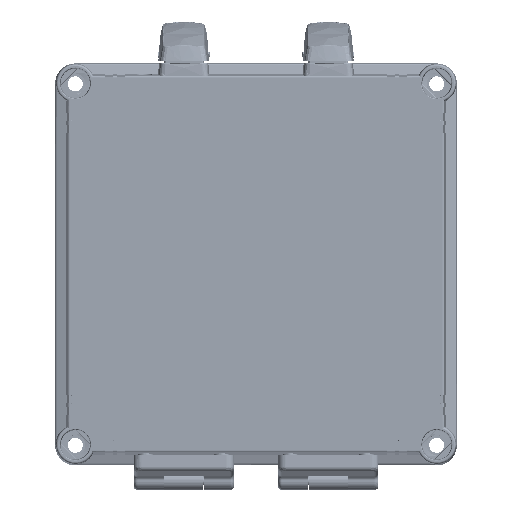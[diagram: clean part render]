
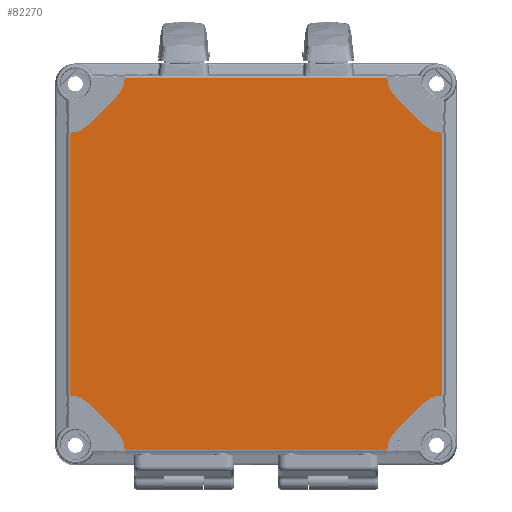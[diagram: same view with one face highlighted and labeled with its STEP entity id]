
A CAD part, top view. The second image highlights one B-rep face of the part: STEP entity #82270.
In plain terms, the highlighted planar face has unit normal (0, 0, 1).
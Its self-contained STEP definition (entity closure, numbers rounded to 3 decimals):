
#67942=CARTESIAN_POINT('',(-79.346,-93.3,30.));
#67943=DIRECTION('',(0.,0.,1.));
#67944=DIRECTION('',(0.999,0.032,0.));
#67945=AXIS2_PLACEMENT_3D('',#67942,#67943,#67944);
#67950=DIRECTION('',(-0.707,0.707,0.));
#67951=VECTOR('',#67950,19.734);
#67952=CARTESIAN_POINT('',(-69.447,-83.401,30.));
#67953=LINE('',#67952,#67951);
#67957=CARTESIAN_POINT('',(-93.3,-79.346,30.));
#67958=DIRECTION('',(0.,0.,1.));
#67959=DIRECTION('',(0.707,0.707,0.));
#67960=AXIS2_PLACEMENT_3D('',#67957,#67958,#67959);
#67965=CARTESIAN_POINT('',(-93.3,79.346,30.));
#67966=DIRECTION('',(0.,0.,1.));
#67967=DIRECTION('',(0.032,-0.999,0.));
#67968=AXIS2_PLACEMENT_3D('',#67965,#67966,#67967);
#67973=DIRECTION('',(0.707,0.707,0.));
#67974=VECTOR('',#67973,19.734);
#67975=CARTESIAN_POINT('',(-83.401,69.447,30.));
#67976=LINE('',#67975,#67974);
#67980=CARTESIAN_POINT('',(-79.346,93.3,30.));
#67981=DIRECTION('',(0.,0.,1.));
#67982=DIRECTION('',(0.707,-0.707,0.));
#67983=AXIS2_PLACEMENT_3D('',#67980,#67981,#67982);
#67988=DIRECTION('',(1.,0.,0.));
#67989=VECTOR('',#67988,130.707);
#67990=CARTESIAN_POINT('',(-65.353,92.851,30.));
#67991=LINE('',#67990,#67989);
#67995=CARTESIAN_POINT('',(79.346,93.3,30.));
#67996=DIRECTION('',(0.,0.,1.));
#67997=DIRECTION('',(-0.999,-0.032,0.));
#67998=AXIS2_PLACEMENT_3D('',#67995,#67996,#67997);
#68003=DIRECTION('',(0.707,-0.707,0.));
#68004=VECTOR('',#68003,19.734);
#68005=CARTESIAN_POINT('',(69.447,83.401,30.));
#68006=LINE('',#68005,#68004);
#68010=CARTESIAN_POINT('',(93.3,79.346,30.));
#68011=DIRECTION('',(0.,0.,1.));
#68012=DIRECTION('',(-0.707,-0.707,0.));
#68013=AXIS2_PLACEMENT_3D('',#68010,#68011,#68012);
#68018=CARTESIAN_POINT('',(93.3,-79.346,30.));
#68019=DIRECTION('',(0.,0.,1.));
#68020=DIRECTION('',(-0.032,0.999,0.));
#68021=AXIS2_PLACEMENT_3D('',#68018,#68019,#68020);
#68026=DIRECTION('',(-0.707,-0.707,0.));
#68027=VECTOR('',#68026,19.734);
#68028=CARTESIAN_POINT('',(83.401,-69.447,30.));
#68029=LINE('',#68028,#68027);
#68033=CARTESIAN_POINT('',(79.346,-93.3,30.));
#68034=DIRECTION('',(0.,0.,1.));
#68035=DIRECTION('',(-0.707,0.707,0.));
#68036=AXIS2_PLACEMENT_3D('',#68033,#68034,#68035);
#71463=DIRECTION('',(1.,0.,0.));
#71464=VECTOR('',#71463,130.707);
#71465=CARTESIAN_POINT('',(-65.353,-92.851,30.));
#71466=LINE('',#71465,#71464);
#71470=CARTESIAN_POINT('',(65.353,-92.851,30.));
#71501=CARTESIAN_POINT('',(-65.353,-92.851,30.));
#71527=DIRECTION('',(0.,1.,0.));
#71528=VECTOR('',#71527,130.707);
#71529=CARTESIAN_POINT('',(92.851,-65.353,30.));
#71530=LINE('',#71529,#71528);
#71598=CARTESIAN_POINT('',(-65.353,92.851,30.));
#71636=CARTESIAN_POINT('',(65.353,92.851,30.));
#71662=DIRECTION('',(0.,-1.,0.));
#71663=VECTOR('',#71662,130.707);
#71664=CARTESIAN_POINT('',(-92.851,65.353,30.));
#71665=LINE('',#71664,#71663);
#78628=CARTESIAN_POINT('',(69.447,83.401,30.));
#78629=CARTESIAN_POINT('',(83.401,69.447,30.));
#78630=VERTEX_POINT('',#78628);
#78631=VERTEX_POINT('',#78629);
#78648=CARTESIAN_POINT('',(-83.401,69.447,30.));
#78649=CARTESIAN_POINT('',(-69.447,83.401,30.));
#78650=VERTEX_POINT('',#78648);
#78651=VERTEX_POINT('',#78649);
#78664=CARTESIAN_POINT('',(83.401,-69.447,30.));
#78665=CARTESIAN_POINT('',(69.447,-83.401,30.));
#78666=VERTEX_POINT('',#78664);
#78667=VERTEX_POINT('',#78665);
#78676=CARTESIAN_POINT('',(-69.447,-83.401,30.));
#78677=CARTESIAN_POINT('',(-83.401,-69.447,30.));
#78678=VERTEX_POINT('',#78676);
#78679=VERTEX_POINT('',#78677);
#78990=VERTEX_POINT('',#71636);
#79002=CARTESIAN_POINT('',(92.851,-65.353,30.));
#79003=CARTESIAN_POINT('',(92.851,65.353,30.));
#79004=VERTEX_POINT('',#79002);
#79005=VERTEX_POINT('',#79003);
#79013=VERTEX_POINT('',#71598);
#79062=CARTESIAN_POINT('',(-92.851,65.353,30.));
#79063=CARTESIAN_POINT('',(-92.851,-65.353,30.));
#79064=VERTEX_POINT('',#79062);
#79065=VERTEX_POINT('',#79063);
#79122=VERTEX_POINT('',#71501);
#79123=VERTEX_POINT('',#71470);
#82231=CARTESIAN_POINT('',(0.,0.,30.));
#82232=DIRECTION('',(0.,0.,1.));
#82233=DIRECTION('',(1.,0.,0.));
#82234=AXIS2_PLACEMENT_3D('',#82231,#82232,#82233);
#82235=PLANE('',#82234);
#82237=ORIENTED_EDGE('',*,*,#82236,.F.);
#82239=ORIENTED_EDGE('',*,*,#82238,.T.);
#82241=ORIENTED_EDGE('',*,*,#82240,.T.);
#82243=ORIENTED_EDGE('',*,*,#82242,.T.);
#82245=ORIENTED_EDGE('',*,*,#82244,.F.);
#82247=ORIENTED_EDGE('',*,*,#82246,.T.);
#82249=ORIENTED_EDGE('',*,*,#82248,.T.);
#82251=ORIENTED_EDGE('',*,*,#82250,.T.);
#82253=ORIENTED_EDGE('',*,*,#82252,.T.);
#82255=ORIENTED_EDGE('',*,*,#82254,.T.);
#82257=ORIENTED_EDGE('',*,*,#82256,.T.);
#82259=ORIENTED_EDGE('',*,*,#82258,.T.);
#82261=ORIENTED_EDGE('',*,*,#82260,.F.);
#82263=ORIENTED_EDGE('',*,*,#82262,.T.);
#82265=ORIENTED_EDGE('',*,*,#82264,.T.);
#82267=ORIENTED_EDGE('',*,*,#82266,.T.);
#82268=EDGE_LOOP('',(#82237,#82239,#82241,#82243,#82245,#82247,#82249,#82251,
#82253,#82255,#82257,#82259,#82261,#82263,#82265,#82267));
#82269=FACE_OUTER_BOUND('',#82268,.F.);
#82270=ADVANCED_FACE('',(#82269),#82235,.T.);
#67946=CIRCLE('',#67945,14.);
#67961=CIRCLE('',#67960,14.);
#67969=CIRCLE('',#67968,14.);
#67984=CIRCLE('',#67983,14.);
#67999=CIRCLE('',#67998,14.);
#68014=CIRCLE('',#68013,14.);
#68022=CIRCLE('',#68021,14.);
#68037=CIRCLE('',#68036,14.);
#82236=EDGE_CURVE('',#79122,#79123,#71466,.T.);
#82238=EDGE_CURVE('',#79122,#78678,#67946,.T.);
#82240=EDGE_CURVE('',#78678,#78679,#67953,.T.);
#82242=EDGE_CURVE('',#78679,#79065,#67961,.T.);
#82244=EDGE_CURVE('',#79064,#79065,#71665,.T.);
#82246=EDGE_CURVE('',#79064,#78650,#67969,.T.);
#82248=EDGE_CURVE('',#78650,#78651,#67976,.T.);
#82250=EDGE_CURVE('',#78651,#79013,#67984,.T.);
#82252=EDGE_CURVE('',#79013,#78990,#67991,.T.);
#82254=EDGE_CURVE('',#78990,#78630,#67999,.T.);
#82256=EDGE_CURVE('',#78630,#78631,#68006,.T.);
#82258=EDGE_CURVE('',#78631,#79005,#68014,.T.);
#82260=EDGE_CURVE('',#79004,#79005,#71530,.T.);
#82262=EDGE_CURVE('',#79004,#78666,#68022,.T.);
#82264=EDGE_CURVE('',#78666,#78667,#68029,.T.);
#82266=EDGE_CURVE('',#78667,#79123,#68037,.T.);
